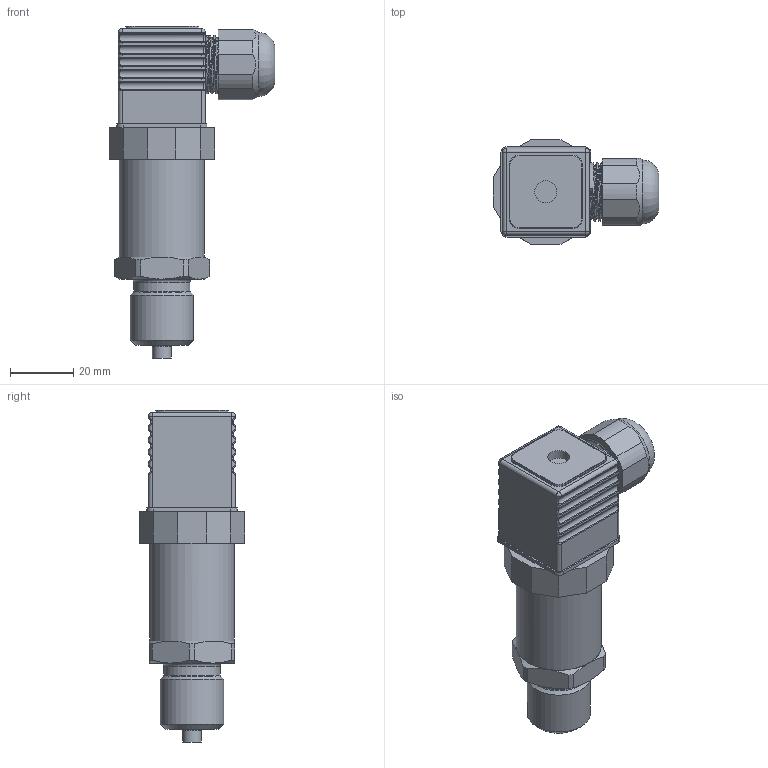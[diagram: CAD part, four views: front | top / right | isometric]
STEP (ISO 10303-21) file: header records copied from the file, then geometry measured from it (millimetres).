
FILE_DESCRIPTION(('STEP AP214'), '1');
FILE_NAME('(21G1)ÊÓÂÔ.406233.101-D-21G1ÑÁ (ïðåä. èçì. 1)', '', ('UNSPECIFIED'), ('UNSPECIFIED'), 'ASCON STEP Converter 1.6', 'ASCON Math Kernel', '');
FILE_SCHEMA(('AUTOMOTIVE_DESIGN { 1 0 10303 214 3 1 1}'));
Length unit declared in the file: millimetre
Products named in the file (16): 弝謹.406233.101-D; 弝謹.713567.430.2352; 弝謹.713261.430.2362; 弝謹.301152.320.1175-01; ÊÓÂÔ.301152.320.1175ÑÁ (Âèëêà ñ ðàçúåìîì); DAT26X03; 弝謹.741582.430.2021; 暑朦鲱 箫腩蝽栩咫铄; Board; Free-Models; DO-219AB_SMF; 1210(3225); ÊÓÔÂ.754521.420.826 (Êðûøêà ðåçüáîâàÿ)
Assembly tree (17 placements, depth 5):
  弝謹.406233.101-D
    弝謹.713567.430.2352
    弝謹.713261.430.2362
    弝謹.301152.320.1175-01
      ÊÓÂÔ.301152.320.1175ÑÁ (Âèëêà ñ ðàçúåìîì)
      DAT26X03
      弝謹.741582.430.2021  x2
      暑朦鲱 箫腩蝽栩咫铄
      (unnamed)
        Board
        Free-Models
          DO-219AB_SMF
          1210(3225)  x2
    ÊÓÔÂ.754521.420.826 (Êðûøêà ðåçüáîâàÿ)
    (unnamed)
    (unnamed)
Bounding box: 52.5 x 33.4 x 105.2 mm (x, y, z)
Volume: 55350.7 mm3; surface area: 28649 mm2
Topology: 16 solids, 16 shells, 687 faces, 1651 edges, 1019 vertices
Faces by surface type: plane 306, cylinder 199, bspline 94, torus 32, cone 28, sphere 28
Full cylindrical faces by diameter (mm): 0.5 x1, 2 x1, 2.5 x1, 3 x1, 3.3 x1, 5.2 x1, 6 x1, 7 x1, 7.2 x1, 7.8 x1, 17.8 x1, 18.6 x1, 19 x1, 19.1 x1, 19.8 x1, 20 x1, 20.917 x1, 21.8 x3, 22 x1, 23 x2, 24.5 x3, 24.917 x1, 25.376 x1, 25.38 x1, 26 x1, 26.9 x1
Entity records: 32618 total; most frequent: CARTESIAN_POINT 13225, ORIENTED_EDGE 2806, DIRECTION 2605, EDGE_CURVE 1403, VERTEX_POINT 918, AXIS2_PLACEMENT_3D 915, LINE 775, VECTOR 775
